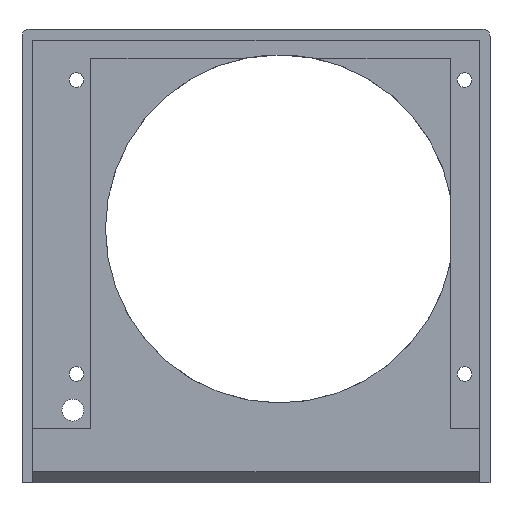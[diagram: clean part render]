
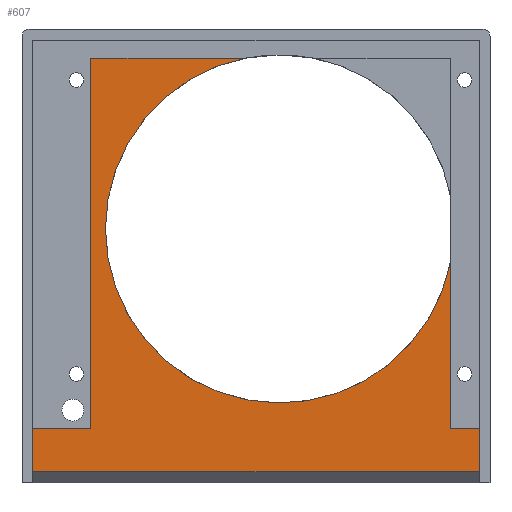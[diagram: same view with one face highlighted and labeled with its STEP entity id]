
A CAD part, top view. The second image highlights one B-rep face of the part: STEP entity #607.
In plain terms, the highlighted planar face has unit normal (0, 0, 1).
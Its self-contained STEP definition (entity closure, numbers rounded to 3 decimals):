
#45=PLANE('',#670);
#74=FACE_OUTER_BOUND('',#115,.T.);
#115=EDGE_LOOP('',(#536,#537,#538,#539,#540,#541,#542,#543,#544,#545));
#140=LINE('',#914,#203);
#149=LINE('',#940,#212);
#153=LINE('',#948,#216);
#156=LINE('',#954,#219);
#159=LINE('',#961,#222);
#165=LINE('',#973,#228);
#178=LINE('',#1000,#241);
#179=LINE('',#1007,#242);
#203=VECTOR('',#741,10.);
#212=VECTOR('',#772,10.);
#216=VECTOR('',#778,10.);
#219=VECTOR('',#783,10.);
#222=VECTOR('',#788,10.);
#228=VECTOR('',#796,10.);
#241=VECTOR('',#823,10.);
#242=VECTOR('',#834,10.);
#264=CIRCLE('',#671,48.);
#265=CIRCLE('',#672,48.);
#292=VERTEX_POINT('',#911);
#293=VERTEX_POINT('',#913);
#298=VERTEX_POINT('',#938);
#299=VERTEX_POINT('',#939);
#302=VERTEX_POINT('',#947);
#304=VERTEX_POINT('',#953);
#306=VERTEX_POINT('',#959);
#307=VERTEX_POINT('',#960);
#312=VERTEX_POINT('',#971);
#320=VERTEX_POINT('',#1004);
#354=EDGE_CURVE('',#293,#292,#140,.T.);
#367=EDGE_CURVE('',#298,#299,#149,.T.);
#371=EDGE_CURVE('',#299,#302,#153,.T.);
#374=EDGE_CURVE('',#302,#304,#156,.T.);
#377=EDGE_CURVE('',#306,#307,#159,.T.);
#383=EDGE_CURVE('',#307,#312,#165,.T.);
#398=EDGE_CURVE('',#292,#306,#178,.T.);
#400=EDGE_CURVE('',#312,#320,#264,.T.);
#401=EDGE_CURVE('',#320,#298,#265,.T.);
#402=EDGE_CURVE('',#304,#293,#179,.T.);
#536=ORIENTED_EDGE('',*,*,#354,.T.);
#537=ORIENTED_EDGE('',*,*,#398,.T.);
#538=ORIENTED_EDGE('',*,*,#377,.T.);
#539=ORIENTED_EDGE('',*,*,#383,.T.);
#540=ORIENTED_EDGE('',*,*,#400,.T.);
#541=ORIENTED_EDGE('',*,*,#401,.T.);
#542=ORIENTED_EDGE('',*,*,#367,.T.);
#543=ORIENTED_EDGE('',*,*,#371,.T.);
#544=ORIENTED_EDGE('',*,*,#374,.T.);
#545=ORIENTED_EDGE('',*,*,#402,.T.);
#607=ADVANCED_FACE('',(#74),#45,.T.);
#670=AXIS2_PLACEMENT_3D('',#1003,#828,#829);
#671=AXIS2_PLACEMENT_3D('',#1005,#830,#831);
#672=AXIS2_PLACEMENT_3D('',#1006,#832,#833);
#741=DIRECTION('',(1.,0.,0.));
#772=DIRECTION('',(-1.,0.,0.));
#778=DIRECTION('',(0.,-1.,0.));
#783=DIRECTION('',(-1.,0.,0.));
#788=DIRECTION('',(-1.,0.,0.));
#796=DIRECTION('',(0.,1.,0.));
#823=DIRECTION('',(0.,1.,0.));
#828=DIRECTION('center_axis',(0.,0.,1.));
#829=DIRECTION('ref_axis',(1.,0.,0.));
#830=DIRECTION('center_axis',(0.,0.,-1.));
#831=DIRECTION('ref_axis',(1.,0.,0.));
#832=DIRECTION('center_axis',(0.,0.,-1.));
#833=DIRECTION('ref_axis',(1.,0.,0.));
#834=DIRECTION('',(0.,-1.,0.));
#911=CARTESIAN_POINT('',(55.,-67.,25.));
#913=CARTESIAN_POINT('',(-68.,-67.,25.));
#914=CARTESIAN_POINT('',(25.75,-67.,25.));
#938=CARTESIAN_POINT('',(-9.747,47.,25.));
#939=CARTESIAN_POINT('',(-52.,47.,25.));
#940=CARTESIAN_POINT('',(-29.25,47.,25.));
#947=CARTESIAN_POINT('',(-52.,-55.,25.));
#948=CARTESIAN_POINT('',(-52.,-70.75,25.));
#953=CARTESIAN_POINT('',(-68.,-55.,25.));
#954=CARTESIAN_POINT('',(-37.25,-55.,25.));
#959=CARTESIAN_POINT('',(55.,-55.,25.));
#960=CARTESIAN_POINT('',(47.,-55.,25.));
#961=CARTESIAN_POINT('',(20.25,-55.,25.));
#971=CARTESIAN_POINT('',(47.,-9.747,25.));
#973=CARTESIAN_POINT('',(47.,-19.75,25.));
#1000=CARTESIAN_POINT('',(55.,-17.25,25.));
#1003=CARTESIAN_POINT('Origin',(-6.5,-86.5,25.));
#1004=CARTESIAN_POINT('',(-48.,0.,25.));
#1005=CARTESIAN_POINT('Origin',(0.,0.,25.));
#1006=CARTESIAN_POINT('Origin',(0.,0.,25.));
#1007=CARTESIAN_POINT('',(-68.,-157.25,25.));
